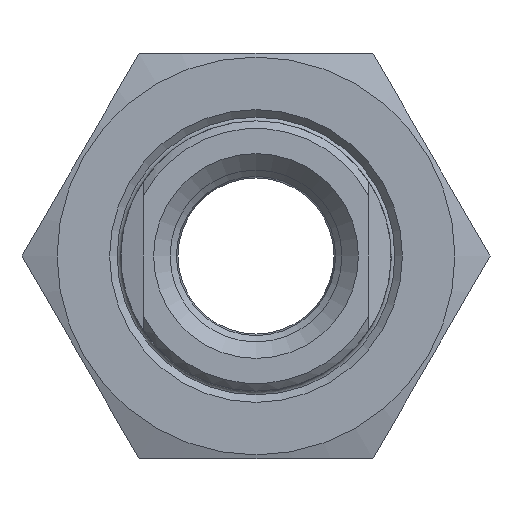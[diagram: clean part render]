
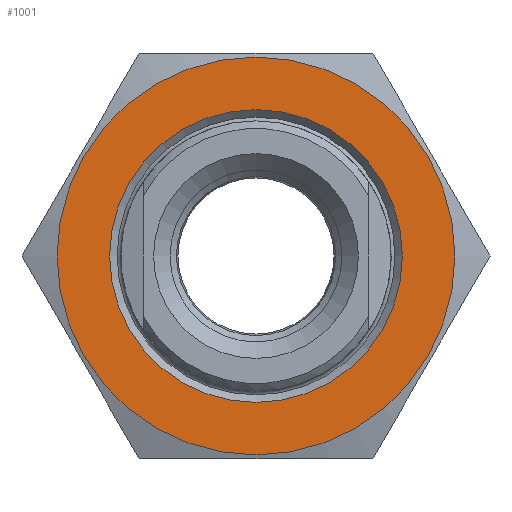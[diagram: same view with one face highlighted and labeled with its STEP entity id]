
A CAD part, left-side view. The second image highlights one B-rep face of the part: STEP entity #1001.
In plain terms, the highlighted planar face has unit normal (-1, 0, 0).
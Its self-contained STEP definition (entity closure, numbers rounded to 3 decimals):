
#69=FACE_BOUND('',#192,.T.);
#84=PLANE('',#1147);
#126=FACE_OUTER_BOUND('',#191,.T.);
#191=EDGE_LOOP('',(#726));
#192=EDGE_LOOP('',(#727));
#355=CIRCLE('',#1137,13.25);
#356=CIRCLE('',#1142,9.75);
#445=VERTEX_POINT('',#1699);
#446=VERTEX_POINT('',#1710);
#546=EDGE_CURVE('',#445,#445,#355,.T.);
#551=EDGE_CURVE('',#446,#446,#356,.T.);
#726=ORIENTED_EDGE('',*,*,#546,.T.);
#727=ORIENTED_EDGE('',*,*,#551,.F.);
#1001=ADVANCED_FACE('',(#126,#69),#84,.T.);
#1137=AXIS2_PLACEMENT_3D('',#1701,#1306,#1307);
#1142=AXIS2_PLACEMENT_3D('',#1711,#1320,#1321);
#1147=AXIS2_PLACEMENT_3D('',#1721,#1332,#1333);
#1306=DIRECTION('center_axis',(-1.,0.,0.));
#1307=DIRECTION('ref_axis',(0.,1.,0.));
#1320=DIRECTION('center_axis',(-1.,0.,0.));
#1321=DIRECTION('ref_axis',(0.,0.,-1.));
#1332=DIRECTION('center_axis',(-1.,0.,0.));
#1333=DIRECTION('ref_axis',(0.,0.,1.));
#1699=CARTESIAN_POINT('',(-14.5,-13.25,0.));
#1701=CARTESIAN_POINT('Origin',(-14.5,0.,0.));
#1710=CARTESIAN_POINT('',(-14.5,0.,9.75));
#1711=CARTESIAN_POINT('Origin',(-14.5,0.,0.));
#1721=CARTESIAN_POINT('Origin',(-14.5,0.,0.));
